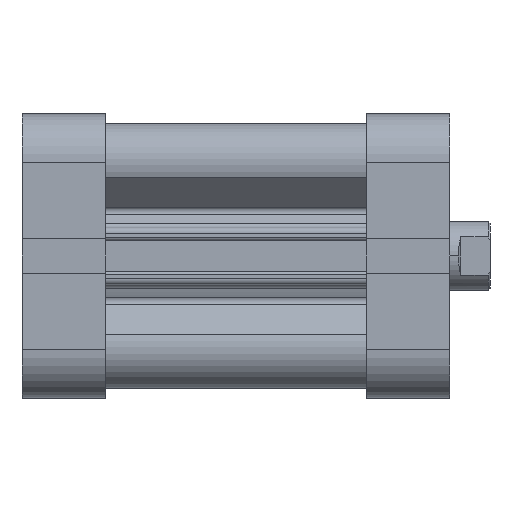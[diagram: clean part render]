
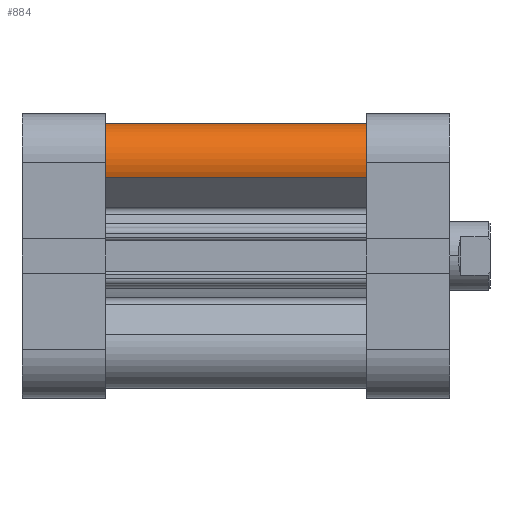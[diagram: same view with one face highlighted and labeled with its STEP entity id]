
A CAD part, front view. The second image highlights one B-rep face of the part: STEP entity #884.
In plain terms, the highlighted cylindrical face has radius 6.75 mm (diameter 13.5 mm), a partial arc.
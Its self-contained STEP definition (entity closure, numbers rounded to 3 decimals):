
#49 = CARTESIAN_POINT ( 'NONE',  ( -23., -16.25, 45.5 ) ) ;
#579 = EDGE_LOOP ( 'NONE', ( #9273, #9271, #9269, #9267 ) ) ;
#884 = ADVANCED_FACE ( 'NONE', ( #9965 ), #9957, .T. ) ;
#1173 = DIRECTION ( 'NONE',  ( -1., 0., 0. ) ) ;
#1345 = VERTEX_POINT ( 'NONE', #49 ) ;
#1388 = CARTESIAN_POINT ( 'NONE',  ( -16.25, -16.25, 45.5 ) ) ;
#1528 = VERTEX_POINT ( 'NONE', #2057 ) ;
#1616 = VERTEX_POINT ( 'NONE', #3615 ) ;
#1637 = VERTEX_POINT ( 'NONE', #3634 ) ;
#1752 = DIRECTION ( 'NONE',  ( 0., 0., -1. ) ) ;
#2057 = CARTESIAN_POINT ( 'NONE',  ( -23., -16.25, 0. ) ) ;
#2214 = CIRCLE ( 'NONE', #7147, 6.75 ) ;
#2221 = LINE ( 'NONE', #6863, #2222 ) ;
#2222 = VECTOR ( 'NONE', #6864, 1000. ) ;
#2227 = LINE ( 'NONE', #6858, #2228 ) ;
#2228 = VECTOR ( 'NONE', #6859, 1000. ) ;
#2230 = CIRCLE ( 'NONE', #7151, 6.75 ) ;
#3615 = CARTESIAN_POINT ( 'NONE',  ( -13.633, -22.472, 0. ) ) ;
#3634 = CARTESIAN_POINT ( 'NONE',  ( -13.633, -22.472, 45.5 ) ) ;
#6831 = CARTESIAN_POINT ( 'NONE',  ( -16.25, -16.25, 0. ) ) ;
#6832 = DIRECTION ( 'NONE',  ( 0., 0., 1. ) ) ;
#6833 = DIRECTION ( 'NONE',  ( -1., 0., 0. ) ) ;
#6856 = CARTESIAN_POINT ( 'NONE',  ( -16.25, -16.25, 45.5 ) ) ;
#6858 = CARTESIAN_POINT ( 'NONE',  ( -23., -16.25, 45.5 ) ) ;
#6859 = DIRECTION ( 'NONE',  ( 0., 0., -1. ) ) ;
#6860 = DIRECTION ( 'NONE',  ( 0., 0., 1. ) ) ;
#6861 = DIRECTION ( 'NONE',  ( -1., 0., 0. ) ) ;
#6863 = CARTESIAN_POINT ( 'NONE',  ( -13.633, -22.472, 45.5 ) ) ;
#6864 = DIRECTION ( 'NONE',  ( 0., 0., -1. ) ) ;
#7147 = AXIS2_PLACEMENT_3D ( 'NONE', #6831, #6832, #6833 ) ;
#7151 = AXIS2_PLACEMENT_3D ( 'NONE', #6856, #6860, #6861 ) ;
#7639 = EDGE_CURVE ( 'NONE', #1528, #1616, #2214, .T. ) ;
#7648 = EDGE_CURVE ( 'NONE', #1345, #1528, #2227, .T. ) ;
#7649 = EDGE_CURVE ( 'NONE', #1345, #1637, #2230, .T. ) ;
#7650 = EDGE_CURVE ( 'NONE', #1637, #1616, #2221, .T. ) ;
#8018 = AXIS2_PLACEMENT_3D ( 'NONE', #1388, #1752, #1173 ) ;
#9267 = ORIENTED_EDGE ( 'NONE', *, *, #7650, .F. ) ;
#9269 = ORIENTED_EDGE ( 'NONE', *, *, #7639, .T. ) ;
#9271 = ORIENTED_EDGE ( 'NONE', *, *, #7648, .T. ) ;
#9273 = ORIENTED_EDGE ( 'NONE', *, *, #7649, .F. ) ;
#9957 = CYLINDRICAL_SURFACE ( 'NONE', #8018, 6.75 ) ;
#9965 = FACE_OUTER_BOUND ( 'NONE', #579, .T. ) ;
